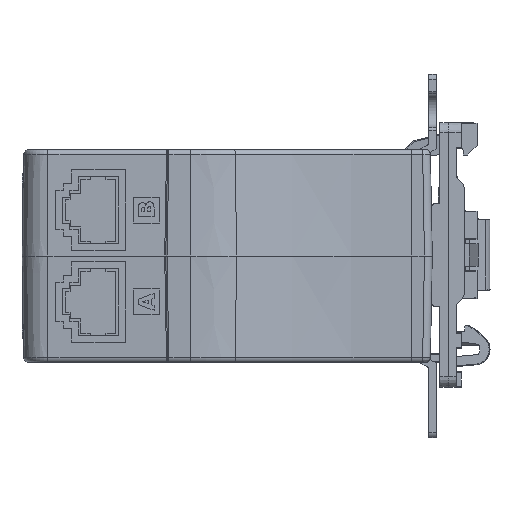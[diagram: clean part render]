
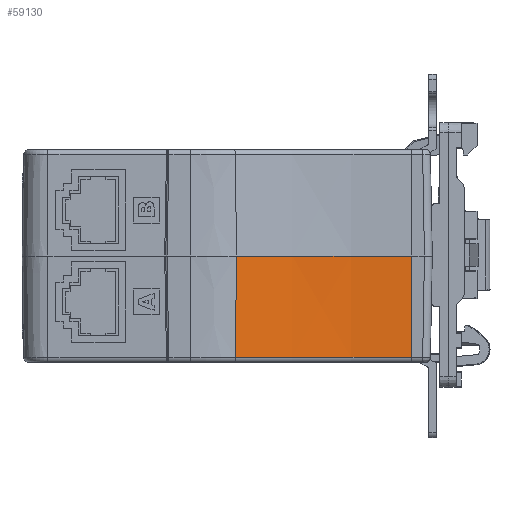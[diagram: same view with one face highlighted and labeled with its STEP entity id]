
A CAD part, left-side view. The second image highlights one B-rep face of the part: STEP entity #59130.
In plain terms, the highlighted conical face has half-angle 1 degrees and reference radius 77.016 mm.
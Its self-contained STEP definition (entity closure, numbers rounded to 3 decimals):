
#22117=CARTESIAN_POINT('',(-128.522,4.,0.983));
#22118=DIRECTION('',(0.,0.,-1.));
#22119=DIRECTION('',(0.899,0.439,0.));
#22120=AXIS2_PLACEMENT_3D('',#22117,#22118,#22119);
#23318=CARTESIAN_POINT('',(-128.522,4.,20.5));
#23319=DIRECTION('',(0.,0.,-1.));
#23320=DIRECTION('',(0.899,0.439,0.));
#23321=AXIS2_PLACEMENT_3D('',#23318,#23319,#23320);
#23849=DIRECTION('',(-0.017,0.,1.));
#23850=VECTOR('',#23849,19.52);
#23851=CARTESIAN_POINT('',(-51.336,4.,
0.983));
#23852=LINE('',#23851,#23850);
#23856=DIRECTION('',(0.016,0.008,-1.));
#23857=VECTOR('',#23856,19.52);
#23858=CARTESIAN_POINT('',(-59.471,37.723,20.5));
#23859=LINE('',#23858,#23857);
#52591=CARTESIAN_POINT('',(-51.336,4.,
0.983));
#52592=VERTEX_POINT('',#52591);
#52593=CARTESIAN_POINT('',(-59.165,37.873,
0.983));
#52594=VERTEX_POINT('',#52593);
#52690=CARTESIAN_POINT('',(-51.676,4.,20.5));
#52691=VERTEX_POINT('',#52690);
#52692=CARTESIAN_POINT('',(-59.471,37.723,20.5));
#52693=VERTEX_POINT('',#52692);
#59118=CARTESIAN_POINT('',(-128.522,4.,10.741));
#59119=DIRECTION('',(0.,0.,-1.));
#59120=DIRECTION('',(-1.,0.,0.));
#59121=AXIS2_PLACEMENT_3D('',#59118,#59119,#59120);
#59122=CONICAL_SURFACE('',#59121,77.016,1.);
#59123=ORIENTED_EDGE('',*,*,#57770,.T.);
#59125=ORIENTED_EDGE('',*,*,#59124,.T.);
#59126=ORIENTED_EDGE('',*,*,#58738,.F.);
#59127=ORIENTED_EDGE('',*,*,#59111,.T.);
#59128=EDGE_LOOP('',(#59123,#59125,#59126,#59127));
#59129=FACE_OUTER_BOUND('',#59128,.F.);
#22121=CIRCLE('',#22120,77.187);
#23322=CIRCLE('',#23321,76.846);
#57770=EDGE_CURVE('',#52594,#52592,#22121,.T.);
#58738=EDGE_CURVE('',#52693,#52691,#23322,.T.);
#59111=EDGE_CURVE('',#52693,#52594,#23859,.T.);
#59124=EDGE_CURVE('',#52592,#52691,#23852,.T.);
#59130=ADVANCED_FACE('',(#59129),#59122,.T.);
